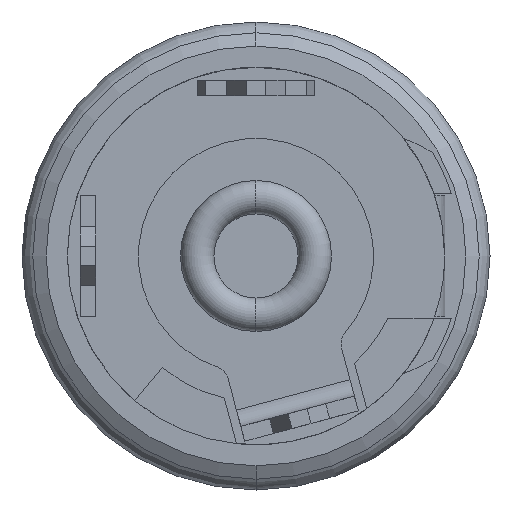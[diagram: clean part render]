
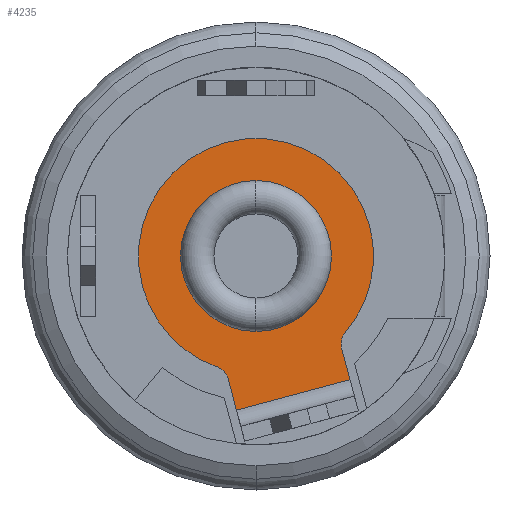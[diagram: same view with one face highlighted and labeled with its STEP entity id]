
A CAD part, left-side view. The second image highlights one B-rep face of the part: STEP entity #4235.
In plain terms, the highlighted planar face has unit normal (-1, 0, 0).
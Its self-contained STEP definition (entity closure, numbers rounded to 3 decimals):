
#547 = EDGE_CURVE ( 'NONE', #3694, #4628, #1308, .T. ) ;
#584 = EDGE_CURVE ( 'NONE', #5646, #7920, #10901, .T. ) ;
#822 = AXIS2_PLACEMENT_3D ( 'NONE', #12069, #14038, #10693 ) ;
#1081 = DIRECTION ( 'NONE',  ( -1., 0., 0. ) ) ;
#1308 = CIRCLE ( 'NONE', #9441, 0.406 ) ;
#1398 = VERTEX_POINT ( 'NONE', #11822 ) ;
#1601 = CARTESIAN_POINT ( 'NONE',  ( -4.867, -2.214, -2.915 ) ) ;
#1672 = AXIS2_PLACEMENT_3D ( 'NONE', #5523, #13115, #8743 ) ;
#1956 = CARTESIAN_POINT ( 'NONE',  ( -4.867, 1.051, -2.996 ) ) ;
#1960 = EDGE_CURVE ( 'NONE', #8938, #6461, #8710, .T. ) ;
#2240 = VECTOR ( 'NONE', #3040, 1000. ) ;
#2345 = DIRECTION ( 'NONE',  ( 1., 0., 0. ) ) ;
#2415 = CARTESIAN_POINT ( 'NONE',  ( -4.867, -2.1, -1.804 ) ) ;
#2451 = DIRECTION ( 'NONE',  ( 0., 0., -1. ) ) ;
#2487 = CARTESIAN_POINT ( 'NONE',  ( -4.867, -2.674, 0.717 ) ) ;
#2617 = VECTOR ( 'NONE', #3064, 1000. ) ;
#3040 = DIRECTION ( 'NONE',  ( 0., 0.259, 0.966 ) ) ;
#3064 = DIRECTION ( 'NONE',  ( 0., -0.259, -0.966 ) ) ;
#3503 = DIRECTION ( 'NONE',  ( 0., 1., 0. ) ) ;
#3647 = FACE_OUTER_BOUND ( 'NONE', #7430, .T. ) ;
#3694 = VERTEX_POINT ( 'NONE', #12043 ) ;
#3704 = CARTESIAN_POINT ( 'NONE',  ( -4.867, 0.46, -3.631 ) ) ;
#3922 = DIRECTION ( 'NONE',  ( 0., 0., -1. ) ) ;
#4043 = CIRCLE ( 'NONE', #5392, 1.778 ) ;
#4235 = ADVANCED_FACE ( 'NONE', ( #3647, #8061 ), #8959, .F. ) ;
#4272 = CARTESIAN_POINT ( 'NONE',  ( -4.867, -2.741, -4.882 ) ) ;
#4628 = VERTEX_POINT ( 'NONE', #9648 ) ;
#5007 = CARTESIAN_POINT ( 'NONE',  ( -4.867, 0., -1.778 ) ) ;
#5153 = EDGE_CURVE ( 'NONE', #1398, #3694, #5884, .T. ) ;
#5217 = ORIENTED_EDGE ( 'NONE', *, *, #584, .T. ) ;
#5368 = EDGE_CURVE ( 'NONE', #4628, #14176, #11132, .T. ) ;
#5392 = AXIS2_PLACEMENT_3D ( 'NONE', #9381, #9450, #3922 ) ;
#5523 = CARTESIAN_POINT ( 'NONE',  ( -4.867, -2.408, -2.069 ) ) ;
#5626 = AXIS2_PLACEMENT_3D ( 'NONE', #11046, #1081, #13288 ) ;
#5632 = EDGE_CURVE ( 'NONE', #10966, #6425, #4043, .T. ) ;
#5646 = VERTEX_POINT ( 'NONE', #1601 ) ;
#5690 = CARTESIAN_POINT ( 'NONE',  ( -4.867, 0., 0. ) ) ;
#5884 = CIRCLE ( 'NONE', #6322, 2.769 ) ;
#6068 = CIRCLE ( 'NONE', #13493, 1.778 ) ;
#6322 = AXIS2_PLACEMENT_3D ( 'NONE', #5690, #13560, #8079 ) ;
#6372 = ORIENTED_EDGE ( 'NONE', *, *, #1960, .T. ) ;
#6425 = VERTEX_POINT ( 'NONE', #13687 ) ;
#6461 = VERTEX_POINT ( 'NONE', #2487 ) ;
#6517 = CIRCLE ( 'NONE', #1672, 0.406 ) ;
#7430 = EDGE_LOOP ( 'NONE', ( #5217, #12413, #6372, #8322, #11390, #11922, #8580, #13577 ) ) ;
#7603 = DIRECTION ( 'NONE',  ( 0., 0.966, -0.259 ) ) ;
#7730 = EDGE_CURVE ( 'NONE', #6425, #10966, #6068, .T. ) ;
#7811 = DIRECTION ( 'NONE',  ( 0., -0.966, 0.259 ) ) ;
#7920 = VERTEX_POINT ( 'NONE', #9087 ) ;
#8003 = EDGE_LOOP ( 'NONE', ( #12953, #13511 ) ) ;
#8061 = FACE_BOUND ( 'NONE', #8003, .T. ) ;
#8079 = DIRECTION ( 'NONE',  ( 0., 0.966, -0.259 ) ) ;
#8322 = ORIENTED_EDGE ( 'NONE', *, *, #11285, .T. ) ;
#8355 = EDGE_CURVE ( 'NONE', #14176, #5646, #10020, .T. ) ;
#8439 = EDGE_CURVE ( 'NONE', #7920, #8938, #6517, .T. ) ;
#8580 = ORIENTED_EDGE ( 'NONE', *, *, #5368, .T. ) ;
#8710 = CIRCLE ( 'NONE', #822, 2.769 ) ;
#8743 = DIRECTION ( 'NONE',  ( 0., 0.966, -0.259 ) ) ;
#8938 = VERTEX_POINT ( 'NONE', #2415 ) ;
#8959 = PLANE ( 'NONE',  #9793 ) ;
#9087 = CARTESIAN_POINT ( 'NONE',  ( -4.867, -2.016, -2.174 ) ) ;
#9381 = CARTESIAN_POINT ( 'NONE',  ( -4.867, 0., 0. ) ) ;
#9441 = AXIS2_PLACEMENT_3D ( 'NONE', #1956, #14175, #7603 ) ;
#9450 = DIRECTION ( 'NONE',  ( 1., 0., 0. ) ) ;
#9560 = VECTOR ( 'NONE', #7811, 1000. ) ;
#9648 = CARTESIAN_POINT ( 'NONE',  ( -4.867, 0.659, -2.891 ) ) ;
#9675 = CARTESIAN_POINT ( 'NONE',  ( -4.867, 2.19, -4.095 ) ) ;
#9793 = AXIS2_PLACEMENT_3D ( 'NONE', #12380, #2345, #3503 ) ;
#10020 = LINE ( 'NONE', #9675, #9560 ) ;
#10693 = DIRECTION ( 'NONE',  ( 0., 0.966, -0.259 ) ) ;
#10901 = LINE ( 'NONE', #4272, #2240 ) ;
#10966 = VERTEX_POINT ( 'NONE', #5007 ) ;
#11046 = CARTESIAN_POINT ( 'NONE',  ( -4.867, 0., 0. ) ) ;
#11132 = LINE ( 'NONE', #13029, #2617 ) ;
#11285 = EDGE_CURVE ( 'NONE', #6461, #1398, #12377, .T. ) ;
#11390 = ORIENTED_EDGE ( 'NONE', *, *, #5153, .T. ) ;
#11470 = DIRECTION ( 'NONE',  ( 1., 0., 0. ) ) ;
#11822 = CARTESIAN_POINT ( 'NONE',  ( -4.867, 2.674, -0.717 ) ) ;
#11922 = ORIENTED_EDGE ( 'NONE', *, *, #547, .T. ) ;
#12043 = CARTESIAN_POINT ( 'NONE',  ( -4.867, 0.917, -2.612 ) ) ;
#12069 = CARTESIAN_POINT ( 'NONE',  ( -4.867, 0., 0. ) ) ;
#12377 = CIRCLE ( 'NONE', #5626, 2.769 ) ;
#12380 = CARTESIAN_POINT ( 'NONE',  ( -4.867, 2.19, -4.095 ) ) ;
#12413 = ORIENTED_EDGE ( 'NONE', *, *, #8439, .T. ) ;
#12414 = CARTESIAN_POINT ( 'NONE',  ( -4.867, 0., 0. ) ) ;
#12953 = ORIENTED_EDGE ( 'NONE', *, *, #5632, .T. ) ;
#13029 = CARTESIAN_POINT ( 'NONE',  ( -4.867, -0.067, -5.599 ) ) ;
#13115 = DIRECTION ( 'NONE',  ( 1., 0., 0. ) ) ;
#13288 = DIRECTION ( 'NONE',  ( 0., 0.966, -0.259 ) ) ;
#13493 = AXIS2_PLACEMENT_3D ( 'NONE', #12414, #11470, #2451 ) ;
#13511 = ORIENTED_EDGE ( 'NONE', *, *, #7730, .T. ) ;
#13560 = DIRECTION ( 'NONE',  ( -1., 0., 0. ) ) ;
#13577 = ORIENTED_EDGE ( 'NONE', *, *, #8355, .T. ) ;
#13687 = CARTESIAN_POINT ( 'NONE',  ( -4.867, 0., 1.778 ) ) ;
#14038 = DIRECTION ( 'NONE',  ( -1., 0., 0. ) ) ;
#14175 = DIRECTION ( 'NONE',  ( 1., 0., 0. ) ) ;
#14176 = VERTEX_POINT ( 'NONE', #3704 ) ;
